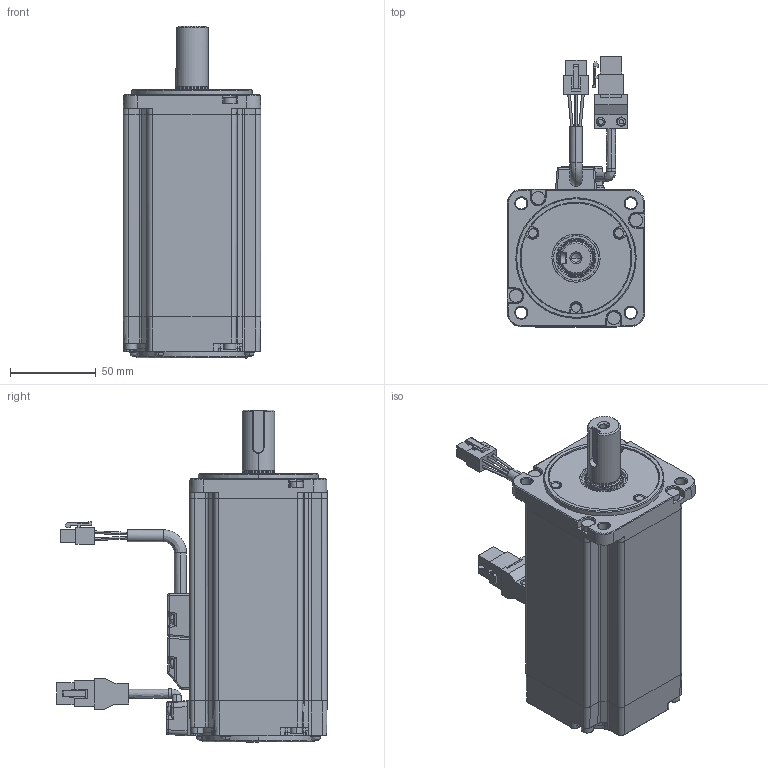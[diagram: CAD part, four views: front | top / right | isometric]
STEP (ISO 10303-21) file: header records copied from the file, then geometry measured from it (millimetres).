
FILE_DESCRIPTION (( 'STEP AP214' ), '1' );
FILE_NAME ('ECM-A3H-CX0807SSX 207B r1C EXT red1.STEP', '2020-06-09T22:30:44', ( '' ), ( '' ), 'SwSTEP 2.0', 'SolidWorks 2017', '' );
FILE_SCHEMA (( 'AUTOMOTIVE_DESIGN' ));
Length unit declared in the file: inch
Products named in the file (1): ECM-A3H-CX0807SSX 207B r1C EXT red1
Bounding box: 80 x 157.3 x 193.2 mm (x, y, z)
Volume: 911128.6 mm3; surface area: 74737 mm2
Topology: 2 solids, 3 shells, 958 faces, 2390 edges, 1482 vertices
Faces by surface type: plane 367, cylinder 327, bspline 155, cone 81, torus 28
Entity records: 41711 total; most frequent: CARTESIAN_POINT 21339, ORIENTED_EDGE 4776, DIRECTION 3307, EDGE_CURVE 2388, VERTEX_POINT 1482, AXIS2_PLACEMENT_3D 1113, LINE 1081, VECTOR 1081
